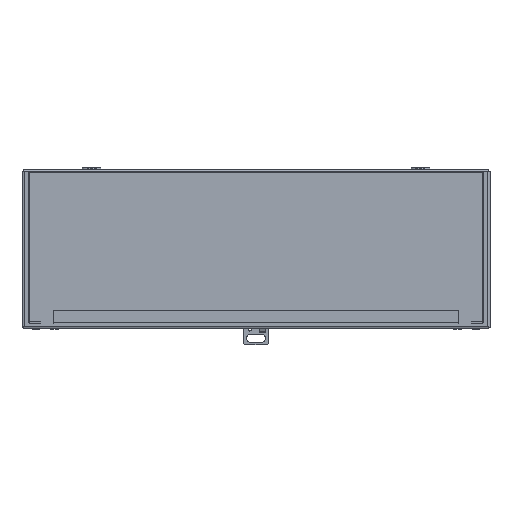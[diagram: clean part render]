
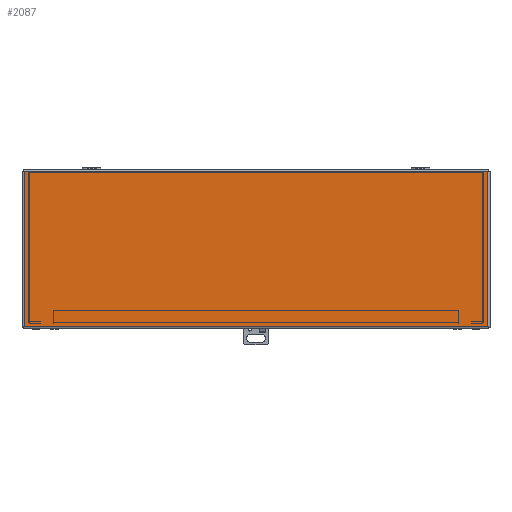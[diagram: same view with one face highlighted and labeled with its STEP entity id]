
A CAD part, top view. The second image highlights one B-rep face of the part: STEP entity #2087.
In plain terms, the highlighted planar face has unit normal (0, 0, 1).
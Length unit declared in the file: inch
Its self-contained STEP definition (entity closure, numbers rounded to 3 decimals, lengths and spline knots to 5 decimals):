
#1011 = LINE ( 'NONE', #7394, #13342 ) ;
#1349 = LINE ( 'NONE', #4074, #9320 ) ;
#1828 = CARTESIAN_POINT ( 'NONE',  ( 9.1585, -0.029, 9.0285 ) ) ;
#2087 = ADVANCED_FACE ( 'NONE', ( #9468 ), #4390, .T. ) ;
#3081 = VECTOR ( 'NONE', #11001, 39.37008 ) ;
#3596 = EDGE_CURVE ( 'NONE', #10579, #10267, #9602, .T. ) ;
#4074 = CARTESIAN_POINT ( 'NONE',  ( -9.1585, -0.029, 9.0285 ) ) ;
#4390 = PLANE ( 'NONE',  #14585 ) ;
#5464 = EDGE_CURVE ( 'NONE', #6097, #10579, #13786, .T. ) ;
#5851 = EDGE_LOOP ( 'NONE', ( #15415, #14533, #7126, #16303 ) ) ;
#6097 = VERTEX_POINT ( 'NONE', #15620 ) ;
#6130 = CARTESIAN_POINT ( 'NONE',  ( 9.1585, -6.135, 9.0285 ) ) ;
#6308 = EDGE_CURVE ( 'NONE', #14248, #6097, #1349, .T. ) ;
#7126 = ORIENTED_EDGE ( 'NONE', *, *, #5464, .F. ) ;
#7394 = CARTESIAN_POINT ( 'NONE',  ( -9.1585, -6.135, 9.0285 ) ) ;
#7788 = DIRECTION ( 'NONE',  ( 1., 0., 0. ) ) ;
#8347 = CARTESIAN_POINT ( 'NONE',  ( -9.1585, -6.135, 9.0285 ) ) ;
#8997 = CARTESIAN_POINT ( 'NONE',  ( -9.1585, -0.029, 9.0285 ) ) ;
#9320 = VECTOR ( 'NONE', #7788, 39.37008 ) ;
#9468 = FACE_OUTER_BOUND ( 'NONE', #5851, .T. ) ;
#9550 = CARTESIAN_POINT ( 'NONE',  ( 9.1585, -0.029, 9.0285 ) ) ;
#9602 = LINE ( 'NONE', #13334, #11345 ) ;
#9719 = DIRECTION ( 'NONE',  ( 0., 0., 1. ) ) ;
#9995 = DIRECTION ( 'NONE',  ( -1., 0., 0. ) ) ;
#10267 = VERTEX_POINT ( 'NONE', #8347 ) ;
#10579 = VERTEX_POINT ( 'NONE', #6130 ) ;
#11001 = DIRECTION ( 'NONE',  ( 0., -1., 0. ) ) ;
#11345 = VECTOR ( 'NONE', #9995, 39.37008 ) ;
#11381 = DIRECTION ( 'NONE',  ( 0., 1., 0. ) ) ;
#12048 = EDGE_CURVE ( 'NONE', #10267, #14248, #1011, .T. ) ;
#12353 = DIRECTION ( 'NONE',  ( -1., 0., 0. ) ) ;
#13334 = CARTESIAN_POINT ( 'NONE',  ( 9.1585, -6.135, 9.0285 ) ) ;
#13342 = VECTOR ( 'NONE', #11381, 39.37008 ) ;
#13786 = LINE ( 'NONE', #1828, #3081 ) ;
#14248 = VERTEX_POINT ( 'NONE', #8997 ) ;
#14533 = ORIENTED_EDGE ( 'NONE', *, *, #3596, .F. ) ;
#14585 = AXIS2_PLACEMENT_3D ( 'NONE', #9550, #9719, #12353 ) ;
#15415 = ORIENTED_EDGE ( 'NONE', *, *, #12048, .F. ) ;
#15620 = CARTESIAN_POINT ( 'NONE',  ( 9.1585, -0.029, 9.0285 ) ) ;
#16303 = ORIENTED_EDGE ( 'NONE', *, *, #6308, .F. ) ;
